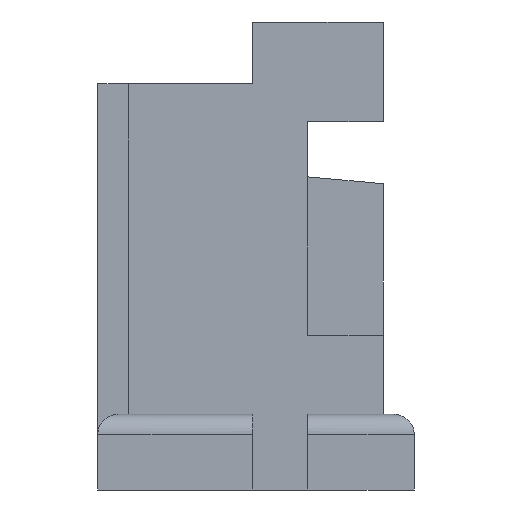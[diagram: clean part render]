
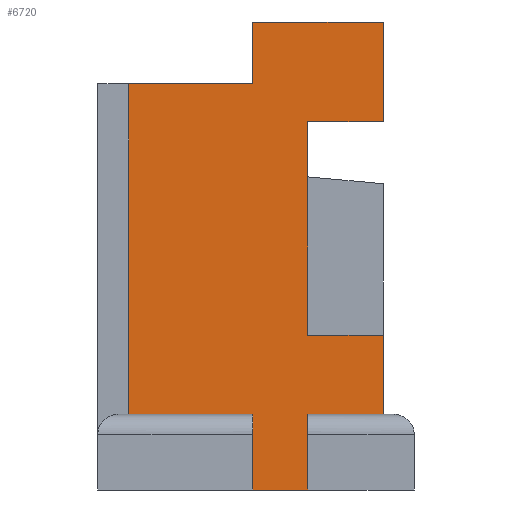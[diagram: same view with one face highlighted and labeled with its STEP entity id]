
A CAD part, left-side view. The second image highlights one B-rep face of the part: STEP entity #6720.
In plain terms, the highlighted planar face has unit normal (-1, 0, 0).
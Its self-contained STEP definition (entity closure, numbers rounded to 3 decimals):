
#1500=CARTESIAN_POINT('',(-5.363,-0.23,-0.9));
#1510=VERTEX_POINT('',#1500);
#1540=CARTESIAN_POINT('',(-5.363,1.57,-0.9));
#1550=DIRECTION('',(0.,-1.,0.));
#1560=VECTOR('',#1550,1.);
#1570=LINE('',#1540,#1560);
#1580=CARTESIAN_POINT('',(-5.363,1.57,-0.9));
#1590=VERTEX_POINT('',#1580);
#1600=EDGE_CURVE('',#1590,#1510,#1570,.T.);
#2000=CARTESIAN_POINT('',(-5.363,-2.13,0.));
#2010=DIRECTION('',(0.,0.,-1.));
#2020=VECTOR('',#2010,1.);
#2030=LINE('',#2000,#2020);
#2040=CARTESIAN_POINT('',(-5.363,-2.13,-4.55));
#2050=VERTEX_POINT('',#2040);
#2060=CARTESIAN_POINT('',(-5.363,-2.13,-5.7));
#2070=VERTEX_POINT('',#2060);
#2080=EDGE_CURVE('',#2050,#2070,#2030,.T.);
#5790=CARTESIAN_POINT('',(-5.363,-2.13,0.));
#5800=DIRECTION('',(1.,0.,0.));
#5810=DIRECTION('',(0.,-1.,0.));
#5820=AXIS2_PLACEMENT_3D('',#5790,#5800,#5810);
#5830=PLANE('',#5820);
#5840=CARTESIAN_POINT('',(-5.363,0.,-1.45));
#5850=DIRECTION('',(0.,1.,0.));
#5860=VECTOR('',#5850,1.);
#5870=LINE('',#5840,#5860);
#5880=CARTESIAN_POINT('',(-5.363,-2.13,-1.45));
#5890=VERTEX_POINT('',#5880);
#5900=CARTESIAN_POINT('',(-5.363,-1.03,-1.45));
#5910=VERTEX_POINT('',#5900);
#5920=EDGE_CURVE('',#5890,#5910,#5870,.T.);
#5930=ORIENTED_EDGE('',*,*,#5920,.F.);
#5940=CARTESIAN_POINT('',(-5.363,-1.03,0.));
#5950=DIRECTION('',(0.,0.,1.));
#5960=VECTOR('',#5950,1.);
#5970=LINE('',#5940,#5960);
#5980=CARTESIAN_POINT('',(-5.363,-1.03,-4.55));
#5990=VERTEX_POINT('',#5980);
#6000=EDGE_CURVE('',#5990,#5910,#5970,.T.);
#6010=ORIENTED_EDGE('',*,*,#6000,.T.);
#6020=CARTESIAN_POINT('',(-5.363,0.,-4.55));
#6030=DIRECTION('',(0.,1.,0.));
#6040=VECTOR('',#6030,1.);
#6050=LINE('',#6020,#6040);
#6060=EDGE_CURVE('',#2050,#5990,#6050,.T.);
#6070=ORIENTED_EDGE('',*,*,#6060,.T.);
#6080=ORIENTED_EDGE('',*,*,#2080,.F.);
#6090=CARTESIAN_POINT('',(-5.363,-2.58,-5.7));
#6100=DIRECTION('',(0.,1.,0.));
#6110=VECTOR('',#6100,1.);
#6120=LINE('',#6090,#6110);
#6130=CARTESIAN_POINT('',(-5.363,-1.03,-5.7));
#6140=VERTEX_POINT('',#6130);
#6150=EDGE_CURVE('',#2070,#6140,#6120,.T.);
#6160=ORIENTED_EDGE('',*,*,#6150,.F.);
#6170=CARTESIAN_POINT('',(-5.363,-1.03,-7.48));
#6180=DIRECTION('',(0.,0.,1.));
#6190=VECTOR('',#6180,1.);
#6200=LINE('',#6170,#6190);
#6210=CARTESIAN_POINT('',(-5.363,-1.03,-6.8));
#6220=VERTEX_POINT('',#6210);
#6230=EDGE_CURVE('',#6220,#6140,#6200,.T.);
#6240=ORIENTED_EDGE('',*,*,#6230,.T.);
#6250=CARTESIAN_POINT('',(-5.363,0.,-6.8));
#6260=DIRECTION('',(0.,1.,0.));
#6270=VECTOR('',#6260,1.);
#6280=LINE('',#6250,#6270);
#6290=CARTESIAN_POINT('',(-5.363,-0.23,-6.8));
#6300=VERTEX_POINT('',#6290);
#6310=EDGE_CURVE('',#6220,#6300,#6280,.T.);
#6320=ORIENTED_EDGE('',*,*,#6310,.F.);
#6330=CARTESIAN_POINT('',(-5.363,-0.23,-7.48));
#6340=DIRECTION('',(0.,0.,1.));
#6350=VECTOR('',#6340,1.);
#6360=LINE('',#6330,#6350);
#6370=CARTESIAN_POINT('',(-5.363,-0.23,-5.7));
#6380=VERTEX_POINT('',#6370);
#6390=EDGE_CURVE('',#6300,#6380,#6360,.T.);
#6400=ORIENTED_EDGE('',*,*,#6390,.F.);
#6410=CARTESIAN_POINT('',(-5.363,1.57,-5.7));
#6420=VERTEX_POINT('',#6410);
#6430=EDGE_CURVE('',#6380,#6420,#6120,.T.);
#6440=ORIENTED_EDGE('',*,*,#6430,.F.);
#6450=CARTESIAN_POINT('',(-5.363,1.57,-1.15));
#6460=DIRECTION('',(0.,0.,1.));
#6470=VECTOR('',#6460,1.);
#6480=LINE('',#6450,#6470);
#6490=EDGE_CURVE('',#6420,#1590,#6480,.T.);
#6500=ORIENTED_EDGE('',*,*,#6490,.F.);
#6510=ORIENTED_EDGE('',*,*,#1600,.F.);
#6520=CARTESIAN_POINT('',(-5.363,-0.23,0.));
#6530=DIRECTION('',(0.,0.,1.));
#6540=VECTOR('',#6530,1.);
#6550=LINE('',#6520,#6540);
#6560=CARTESIAN_POINT('',(-5.363,-0.23,0.));
#6570=VERTEX_POINT('',#6560);
#6580=EDGE_CURVE('',#1510,#6570,#6550,.T.);
#6590=ORIENTED_EDGE('',*,*,#6580,.F.);
#6600=CARTESIAN_POINT('',(-5.363,-0.23,0.));
#6610=DIRECTION('',(0.,-1.,0.));
#6620=VECTOR('',#6610,1.);
#6630=LINE('',#6600,#6620);
#6640=CARTESIAN_POINT('',(-5.363,-2.13,0.));
#6650=VERTEX_POINT('',#6640);
#6660=EDGE_CURVE('',#6570,#6650,#6630,.T.);
#6670=ORIENTED_EDGE('',*,*,#6660,.F.);
#6680=EDGE_CURVE('',#6650,#5890,#2030,.T.);
#6690=ORIENTED_EDGE('',*,*,#6680,.F.);
#6700=EDGE_LOOP('',(#6690,#6670,#6590,#6510,#6500,#6440,#6400,#6320,
#6240,#6160,#6080,#6070,#6010,#5930));
#6710=FACE_OUTER_BOUND('',#6700,.T.);
#6720=ADVANCED_FACE('',(#6710),#5830,.F.);
